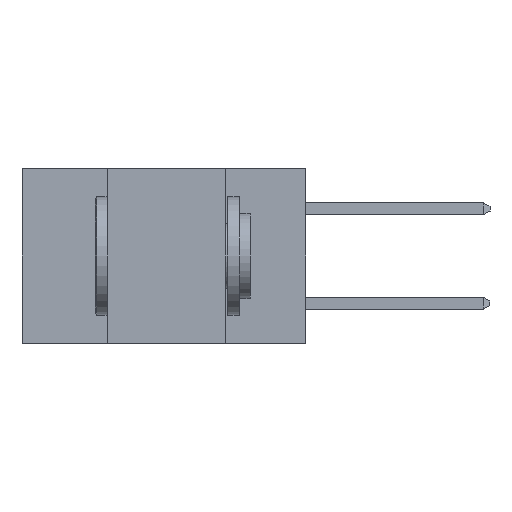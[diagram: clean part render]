
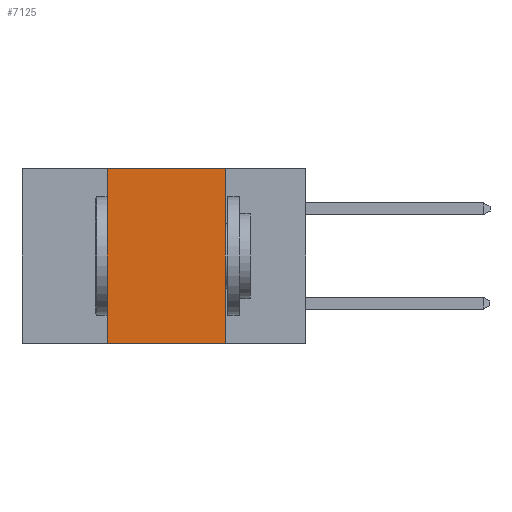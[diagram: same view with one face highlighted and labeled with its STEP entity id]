
A CAD part, left-side view. The second image highlights one B-rep face of the part: STEP entity #7125.
In plain terms, the highlighted planar face has unit normal (-1, 0, 0).
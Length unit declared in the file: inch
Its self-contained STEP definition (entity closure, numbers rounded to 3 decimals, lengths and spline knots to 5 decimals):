
#86 = EDGE_CURVE ( 'NONE', #11199, #13449, #774, .T. ) ;
#220 = ORIENTED_EDGE ( 'NONE', *, *, #86, .F. ) ;
#372 = DIRECTION ( 'NONE',  ( 0., -1., 0. ) ) ;
#774 = LINE ( 'NONE', #13702, #8541 ) ;
#2302 = EDGE_LOOP ( 'NONE', ( #220, #7967, #9762, #13593 ) ) ;
#3105 = DIRECTION ( 'NONE',  ( 0., 0., -1. ) ) ;
#3571 = CARTESIAN_POINT ( 'NONE',  ( 0., 0.42, 0. ) ) ;
#3891 = LINE ( 'NONE', #4974, #15180 ) ;
#3948 = EDGE_CURVE ( 'NONE', #17452, #13449, #3891, .T. ) ;
#4974 = CARTESIAN_POINT ( 'NONE',  ( 0., 0.6, -0.37 ) ) ;
#4986 = EDGE_CURVE ( 'NONE', #13169, #11199, #10101, .T. ) ;
#5419 = PLANE ( 'NONE',  #15307 ) ;
#6968 = CARTESIAN_POINT ( 'NONE',  ( 0., 0.42, 0. ) ) ;
#7125 = ADVANCED_FACE ( 'NONE', ( #9794 ), #5419, .F. ) ;
#7775 = CARTESIAN_POINT ( 'NONE',  ( 0., 0.6, 0. ) ) ;
#7967 = ORIENTED_EDGE ( 'NONE', *, *, #4986, .F. ) ;
#8267 = VECTOR ( 'NONE', #13017, 39.37008 ) ;
#8495 = DIRECTION ( 'NONE',  ( 1., 0., 0. ) ) ;
#8541 = VECTOR ( 'NONE', #3105, 39.37008 ) ;
#8658 = VECTOR ( 'NONE', #19703, 39.37008 ) ;
#8734 = CARTESIAN_POINT ( 'NONE',  ( 0., 0.17, -0.37 ) ) ;
#9762 = ORIENTED_EDGE ( 'NONE', *, *, #16455, .F. ) ;
#9794 = FACE_OUTER_BOUND ( 'NONE', #2302, .T. ) ;
#10101 = LINE ( 'NONE', #7775, #8658 ) ;
#11199 = VERTEX_POINT ( 'NONE', #11268 ) ;
#11268 = CARTESIAN_POINT ( 'NONE',  ( 0., 0.17, 0. ) ) ;
#13017 = DIRECTION ( 'NONE',  ( 0., 0., 1. ) ) ;
#13169 = VERTEX_POINT ( 'NONE', #3571 ) ;
#13449 = VERTEX_POINT ( 'NONE', #8734 ) ;
#13593 = ORIENTED_EDGE ( 'NONE', *, *, #3948, .T. ) ;
#13702 = CARTESIAN_POINT ( 'NONE',  ( 0., 0.17, 0. ) ) ;
#14167 = CARTESIAN_POINT ( 'NONE',  ( 0., 0.42, -0.37 ) ) ;
#15180 = VECTOR ( 'NONE', #372, 39.37008 ) ;
#15307 = AXIS2_PLACEMENT_3D ( 'NONE', #17642, #8495, #19118 ) ;
#15930 = LINE ( 'NONE', #6968, #8267 ) ;
#16455 = EDGE_CURVE ( 'NONE', #17452, #13169, #15930, .T. ) ;
#17452 = VERTEX_POINT ( 'NONE', #14167 ) ;
#17642 = CARTESIAN_POINT ( 'NONE',  ( 0., 0.6, 0. ) ) ;
#19118 = DIRECTION ( 'NONE',  ( 0., 0., -1. ) ) ;
#19703 = DIRECTION ( 'NONE',  ( 0., -1., 0. ) ) ;
